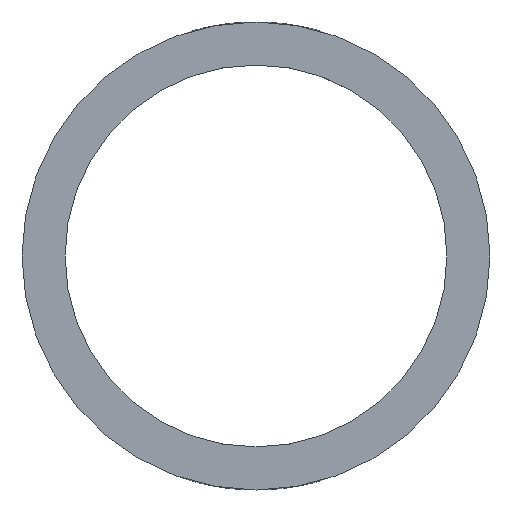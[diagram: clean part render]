
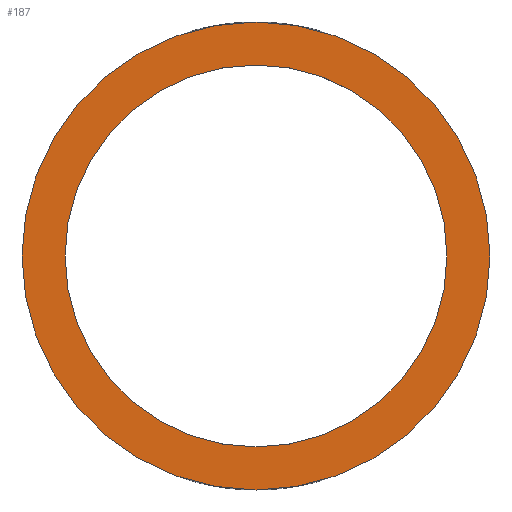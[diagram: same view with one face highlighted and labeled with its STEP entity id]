
A CAD part, front view. The second image highlights one B-rep face of the part: STEP entity #187.
In plain terms, the highlighted planar face has unit normal (0, -1, 0).
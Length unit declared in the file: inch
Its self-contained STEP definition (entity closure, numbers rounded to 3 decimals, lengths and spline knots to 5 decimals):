
#14=PLANE('',#221);
#36=FACE_BOUND('',#89,.T.);
#58=FACE_OUTER_BOUND('',#88,.T.);
#88=EDGE_LOOP('',(#156));
#89=EDGE_LOOP('',(#157));
#93=CIRCLE('',#211,0.5);
#95=CIRCLE('',#220,0.408);
#100=VERTEX_POINT('',#362);
#111=VERTEX_POINT('',#688);
#116=EDGE_CURVE('',#100,#100,#93,.T.);
#127=EDGE_CURVE('',#111,#111,#95,.T.);
#156=ORIENTED_EDGE('',*,*,#116,.F.);
#157=ORIENTED_EDGE('',*,*,#127,.T.);
#187=ADVANCED_FACE('',(#58,#36),#14,.T.);
#211=AXIS2_PLACEMENT_3D('',#363,#229,#230);
#220=AXIS2_PLACEMENT_3D('',#689,#247,#248);
#221=AXIS2_PLACEMENT_3D('',#690,#249,#250);
#229=DIRECTION('center_axis',(0.,1.,0.));
#230=DIRECTION('ref_axis',(0.,0.,-1.));
#247=DIRECTION('center_axis',(0.,1.,0.));
#248=DIRECTION('ref_axis',(0.,0.,-1.));
#249=DIRECTION('center_axis',(0.,-1.,0.));
#250=DIRECTION('ref_axis',(0.,0.,-1.));
#362=CARTESIAN_POINT('',(-8.,-12.5,-3.5));
#363=CARTESIAN_POINT('Origin',(-8.,-12.5,-3.));
#688=CARTESIAN_POINT('',(-8.,-12.5,-3.408));
#689=CARTESIAN_POINT('Origin',(-8.,-12.5,-3.));
#690=CARTESIAN_POINT('Origin',(-8.,-12.5,-3.));
